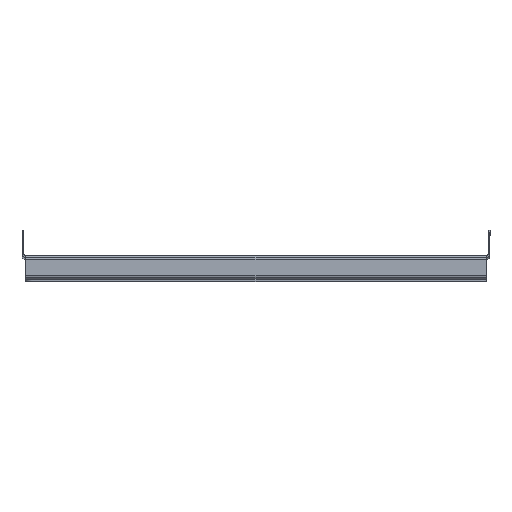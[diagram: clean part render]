
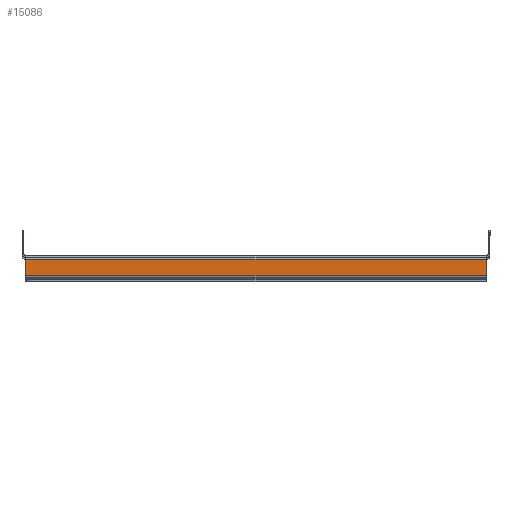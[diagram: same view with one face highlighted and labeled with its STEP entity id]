
A CAD part, top view. The second image highlights one B-rep face of the part: STEP entity #15086.
In plain terms, the highlighted planar face has unit normal (0, 0, 1).
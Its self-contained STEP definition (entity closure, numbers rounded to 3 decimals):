
#89 = AXIS2_PLACEMENT_3D ( 'NONE', #23603, #5951, #12089 ) ;
#993 = CARTESIAN_POINT ( 'NONE',  ( 193., -17., 498.5 ) ) ;
#3441 = EDGE_CURVE ( 'NONE', #20077, #6408, #13149, .T. ) ;
#3899 = EDGE_CURVE ( 'NONE', #5560, #7232, #17189, .T. ) ;
#4797 = CARTESIAN_POINT ( 'NONE',  ( -193., -3., 498.5 ) ) ;
#5047 = EDGE_LOOP ( 'NONE', ( #23670, #23081, #15957, #13382 ) ) ;
#5560 = VERTEX_POINT ( 'NONE', #11284 ) ;
#5951 = DIRECTION ( 'NONE',  ( 0., 0., 1. ) ) ;
#6408 = VERTEX_POINT ( 'NONE', #13123 ) ;
#6791 = DIRECTION ( 'NONE',  ( -1., 0., 0. ) ) ;
#6812 = DIRECTION ( 'NONE',  ( 1., 0., 0. ) ) ;
#7232 = VERTEX_POINT ( 'NONE', #4797 ) ;
#7738 = EDGE_CURVE ( 'NONE', #5560, #20077, #22051, .T. ) ;
#8360 = PLANE ( 'NONE',  #89 ) ;
#9034 = CARTESIAN_POINT ( 'NONE',  ( 193., -24.243, 498.5 ) ) ;
#9126 = CARTESIAN_POINT ( 'NONE',  ( -193., -24.243, 498.5 ) ) ;
#9318 = VECTOR ( 'NONE', #15029, 1000. ) ;
#10035 = VECTOR ( 'NONE', #6791, 1000. ) ;
#11284 = CARTESIAN_POINT ( 'NONE',  ( -193., -17., 498.5 ) ) ;
#12089 = DIRECTION ( 'NONE',  ( 0., -1., 0. ) ) ;
#12559 = CARTESIAN_POINT ( 'NONE',  ( 0., -3., 498.5 ) ) ;
#13123 = CARTESIAN_POINT ( 'NONE',  ( 193., -3., 498.5 ) ) ;
#13149 = LINE ( 'NONE', #9034, #17190 ) ;
#13382 = ORIENTED_EDGE ( 'NONE', *, *, #22454, .T. ) ;
#13510 = VECTOR ( 'NONE', #6812, 1000. ) ;
#14475 = LINE ( 'NONE', #12559, #10035 ) ;
#15029 = DIRECTION ( 'NONE',  ( 0., 1., 0. ) ) ;
#15061 = DIRECTION ( 'NONE',  ( 0., 1., 0. ) ) ;
#15086 = ADVANCED_FACE ( 'NONE', ( #15923 ), #8360, .T. ) ;
#15923 = FACE_OUTER_BOUND ( 'NONE', #5047, .T. ) ;
#15957 = ORIENTED_EDGE ( 'NONE', *, *, #3441, .T. ) ;
#17189 = LINE ( 'NONE', #9126, #9318 ) ;
#17190 = VECTOR ( 'NONE', #15061, 1000. ) ;
#20077 = VERTEX_POINT ( 'NONE', #993 ) ;
#22051 = LINE ( 'NONE', #24353, #13510 ) ;
#22454 = EDGE_CURVE ( 'NONE', #6408, #7232, #14475, .T. ) ;
#23081 = ORIENTED_EDGE ( 'NONE', *, *, #7738, .T. ) ;
#23603 = CARTESIAN_POINT ( 'NONE',  ( 0., 0., 498.5 ) ) ;
#23670 = ORIENTED_EDGE ( 'NONE', *, *, #3899, .F. ) ;
#24353 = CARTESIAN_POINT ( 'NONE',  ( -196., -17., 498.5 ) ) ;
